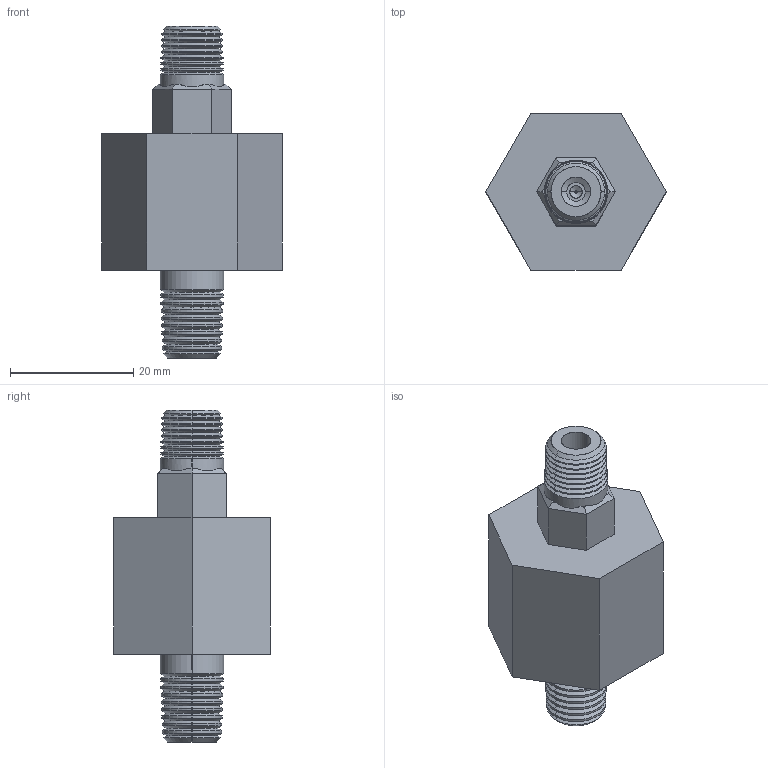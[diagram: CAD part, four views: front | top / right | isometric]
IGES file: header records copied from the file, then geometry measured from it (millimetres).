
Start section: SolidWorks IGES file using analytic representation for surfaces
Global section: file name: HAVR093HSS.IGS; native system: SolidWorks 2008; preprocessor: SolidWorks 2008; author: Lee; date: 100125.133756; units: inch
Bounding box: 29.33 x 25.4 x 53.95 mm (x, y, z)
Surface area: 6424.7 mm2 (no closed solid volume)
Topology: 0 solids, 0 shells, 223 faces, 1809 edges, 1809 vertices
Faces by surface type: revolution 185, bspline 38
